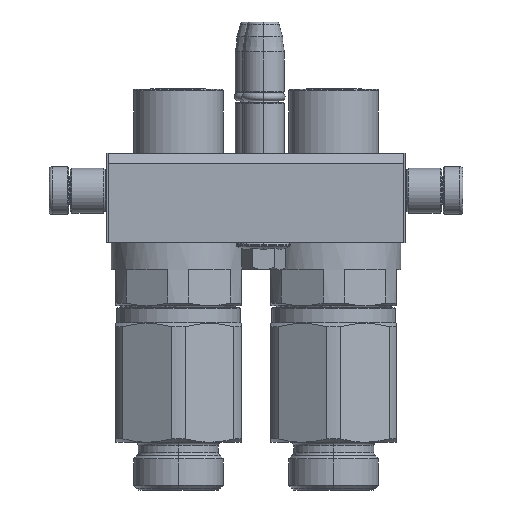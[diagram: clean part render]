
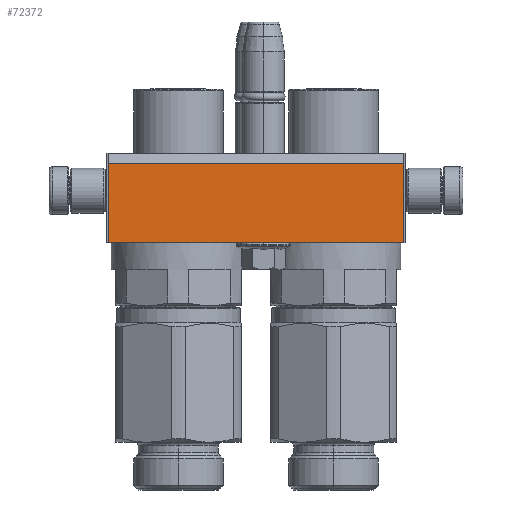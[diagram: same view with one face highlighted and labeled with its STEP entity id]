
A CAD part, left-side view. The second image highlights one B-rep face of the part: STEP entity #72372.
In plain terms, the highlighted face is planar.
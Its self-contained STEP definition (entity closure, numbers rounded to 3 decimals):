
#1321 = CARTESIAN_POINT ( 'NONE',  ( 49.5, -15., 56. ) ) ;
#2864 = PLANE ( 'NONE',  #41965 ) ;
#9861 = EDGE_LOOP ( 'NONE', ( #51599, #76031, #24475, #53568 ) ) ;
#10738 = CARTESIAN_POINT ( 'NONE',  ( 49.5, 11.536, 56. ) ) ;
#12873 = LINE ( 'NONE', #39820, #63735 ) ;
#18292 = LINE ( 'NONE', #39650, #45709 ) ;
#19053 = DIRECTION ( 'NONE',  ( 0., 1., 0. ) ) ;
#19495 = VECTOR ( 'NONE', #19053, 1000. ) ;
#21246 = VERTEX_POINT ( 'NONE', #57083 ) ;
#24475 = ORIENTED_EDGE ( 'NONE', *, *, #51021, .F. ) ;
#25972 = EDGE_CURVE ( 'NONE', #52928, #70576, #72169, .T. ) ;
#27478 = DIRECTION ( 'NONE',  ( 0., 1., 0. ) ) ;
#33976 = EDGE_CURVE ( 'NONE', #21246, #52928, #12873, .T. ) ;
#34001 = FACE_OUTER_BOUND ( 'NONE', #9861, .T. ) ;
#39289 = DIRECTION ( 'NONE',  ( 1., 0., 0. ) ) ;
#39342 = DIRECTION ( 'NONE',  ( 1., 0., 0. ) ) ;
#39650 = CARTESIAN_POINT ( 'NONE',  ( -49.5, 11.536, 56. ) ) ;
#39820 = CARTESIAN_POINT ( 'NONE',  ( -49.5, -15., 56. ) ) ;
#41965 = AXIS2_PLACEMENT_3D ( 'NONE', #45169, #51212, #39342 ) ;
#43065 = CARTESIAN_POINT ( 'NONE',  ( 49.5, -15., 56. ) ) ;
#44563 = LINE ( 'NONE', #69238, #72665 ) ;
#45169 = CARTESIAN_POINT ( 'NONE',  ( -50., -15., 56. ) ) ;
#45709 = VECTOR ( 'NONE', #52023, 1000. ) ;
#51021 = EDGE_CURVE ( 'NONE', #67406, #70576, #18292, .T. ) ;
#51212 = DIRECTION ( 'NONE',  ( 0., 0., 1. ) ) ;
#51599 = ORIENTED_EDGE ( 'NONE', *, *, #33976, .T. ) ;
#52023 = DIRECTION ( 'NONE',  ( 1., 0., 0. ) ) ;
#52928 = VERTEX_POINT ( 'NONE', #1321 ) ;
#53568 = ORIENTED_EDGE ( 'NONE', *, *, #55234, .F. ) ;
#55234 = EDGE_CURVE ( 'NONE', #21246, #67406, #44563, .T. ) ;
#57083 = CARTESIAN_POINT ( 'NONE',  ( -49.5, -15., 56. ) ) ;
#63735 = VECTOR ( 'NONE', #39289, 1000. ) ;
#65103 = CARTESIAN_POINT ( 'NONE',  ( -49.5, 11.536, 56. ) ) ;
#67406 = VERTEX_POINT ( 'NONE', #65103 ) ;
#69238 = CARTESIAN_POINT ( 'NONE',  ( -49.5, -15., 56. ) ) ;
#70576 = VERTEX_POINT ( 'NONE', #10738 ) ;
#72169 = LINE ( 'NONE', #43065, #19495 ) ;
#72372 = ADVANCED_FACE ( 'NONE', ( #34001 ), #2864, .T. ) ;
#72665 = VECTOR ( 'NONE', #27478, 1000. ) ;
#76031 = ORIENTED_EDGE ( 'NONE', *, *, #25972, .T. ) ;
